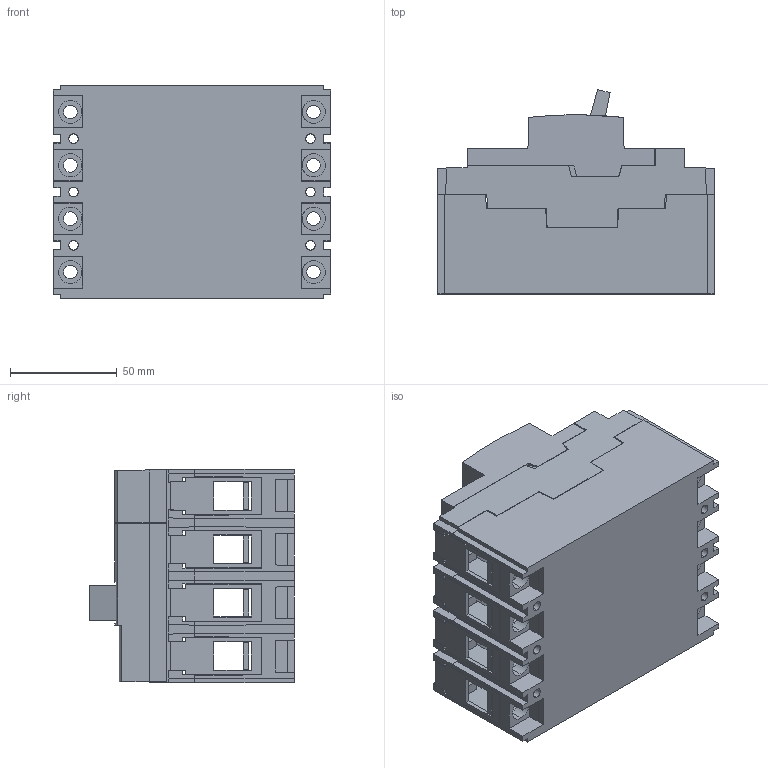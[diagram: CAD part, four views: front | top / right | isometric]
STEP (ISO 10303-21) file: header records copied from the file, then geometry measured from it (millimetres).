
FILE_DESCRIPTION((''),'2;1');
FILE_NAME('PROXY_ASSY_X160-4P_ASM','2022-03-08T12:05:35',('boukher'),(''),'CREO PARAMETRIC BY PTC INC, 2021184','CREO PARAMETRIC BY PTC INC, 2021184','');
FILE_SCHEMA(('CONFIG_CONTROL_DESIGN','SHAPE_APPEARANCE_LAYERS_GROUPS'));
Length unit declared in the file: millimetre
Products named in the file (11): PROXY_1H0817A1H0818; PROXY_1H0705A1H0706; PROXY_1H0577-10; PROXY_1H0821A1H0822; PROXY_1H0580; PROXY_1H0624; PROXY_1H0629; PROXY_1H0560_MARKED; PROXY_0B1741; PROXY_0B1750; PROXY_ASSY_X160-4P_ASM
Assembly tree (24 placements, depth 2):
  PROXY_ASSY_X160-4P_ASM
    PROXY_1H0817A1H0818
    PROXY_1H0705A1H0706
    PROXY_1H0577-10
    PROXY_1H0821A1H0822  x8
    PROXY_1H0580
    PROXY_1H0624  x2
    PROXY_1H0629
    PROXY_1H0560_MARKED
    PROXY_0B1741  x4
    PROXY_0B1750  x4
Bounding box: 130.03 x 95.79 x 100.06 mm (x, y, z)
Volume: 235182.8 mm3; surface area: 159356.6 mm2
Topology: 24 solids, 24 shells, 647 faces, 1812 edges, 1211 vertices
Faces by surface type: plane 568, cylinder 51, cone 28
Entity records: 20049 total; most frequent: CARTESIAN_POINT 2873, ORIENTED_EDGE 2712, DIRECTION 2445, EDGE_CURVE 1356, PRESENTATION_STYLE_ASSIGNMENT 1340, STYLED_ITEM 1340, CURVE_STYLE 1326, VECTOR 1233
